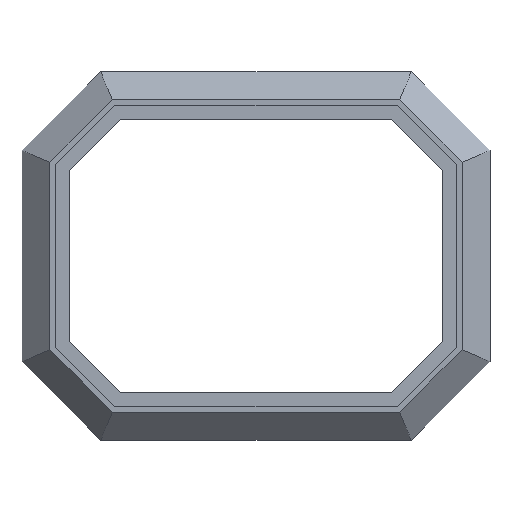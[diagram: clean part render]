
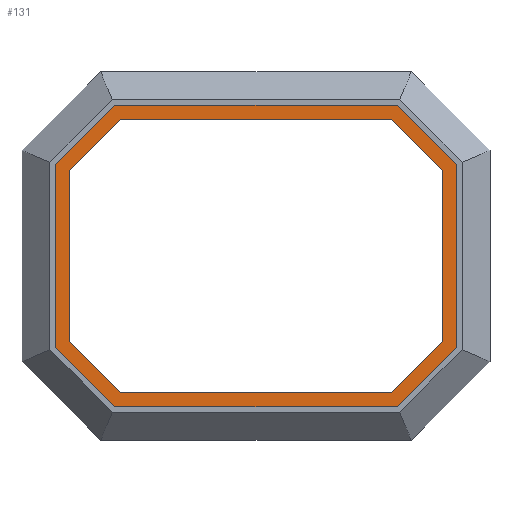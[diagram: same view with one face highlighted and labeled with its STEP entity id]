
A CAD part, top view. The second image highlights one B-rep face of the part: STEP entity #131.
In plain terms, the highlighted planar face has unit normal (0, 0, 1).
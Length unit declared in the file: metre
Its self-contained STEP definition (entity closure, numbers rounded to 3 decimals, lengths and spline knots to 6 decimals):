
#131 = ADVANCED_FACE( '', ( #294, #295 ), #296, .T. );
#294 = FACE_BOUND( '', #489, .T. );
#295 = FACE_OUTER_BOUND( '', #490, .T. );
#296 = PLANE( '', #491 );
#489 = EDGE_LOOP( '', ( #804, #805, #806, #807, #808, #809, #810, #811 ) );
#490 = EDGE_LOOP( '', ( #812, #813, #814, #815, #816, #817, #818, #819 ) );
#491 = AXIS2_PLACEMENT_3D( '', #820, #821, #822 );
#804 = ORIENTED_EDGE( '', *, *, #1265, .F. );
#805 = ORIENTED_EDGE( '', *, *, #1167, .F. );
#806 = ORIENTED_EDGE( '', *, *, #1266, .T. );
#807 = ORIENTED_EDGE( '', *, *, #1267, .T. );
#808 = ORIENTED_EDGE( '', *, *, #1268, .F. );
#809 = ORIENTED_EDGE( '', *, *, #1269, .F. );
#810 = ORIENTED_EDGE( '', *, *, #1270, .T. );
#811 = ORIENTED_EDGE( '', *, *, #1271, .T. );
#812 = ORIENTED_EDGE( '', *, *, #1258, .T. );
#813 = ORIENTED_EDGE( '', *, *, #1272, .T. );
#814 = ORIENTED_EDGE( '', *, *, #1221, .T. );
#815 = ORIENTED_EDGE( '', *, *, #1273, .F. );
#816 = ORIENTED_EDGE( '', *, *, #1274, .F. );
#817 = ORIENTED_EDGE( '', *, *, #1275, .T. );
#818 = ORIENTED_EDGE( '', *, *, #1158, .F. );
#819 = ORIENTED_EDGE( '', *, *, #1276, .F. );
#820 = CARTESIAN_POINT( '', ( 0., 0.22072, 0.056 ) );
#821 = DIRECTION( '', ( 0., 0., 1. ) );
#822 = DIRECTION( '', ( 1., 0., 0. ) );
#1158 = EDGE_CURVE( '', #1372, #1374, #1375, .T. );
#1167 = EDGE_CURVE( '', #1387, #1390, #1391, .T. );
#1221 = EDGE_CURVE( '', #1485, #1483, #1486, .T. );
#1258 = EDGE_CURVE( '', #1535, #1533, #1536, .T. );
#1265 = EDGE_CURVE( '', #1390, #1545, #1546, .T. );
#1266 = EDGE_CURVE( '', #1387, #1547, #1548, .T. );
#1267 = EDGE_CURVE( '', #1547, #1549, #1550, .T. );
#1268 = EDGE_CURVE( '', #1551, #1549, #1552, .T. );
#1269 = EDGE_CURVE( '', #1553, #1551, #1554, .T. );
#1270 = EDGE_CURVE( '', #1553, #1555, #1556, .T. );
#1271 = EDGE_CURVE( '', #1555, #1545, #1557, .T. );
#1272 = EDGE_CURVE( '', #1533, #1485, #1558, .T. );
#1273 = EDGE_CURVE( '', #1559, #1483, #1560, .T. );
#1274 = EDGE_CURVE( '', #1561, #1559, #1562, .T. );
#1275 = EDGE_CURVE( '', #1561, #1374, #1563, .T. );
#1276 = EDGE_CURVE( '', #1535, #1372, #1564, .T. );
#1372 = VERTEX_POINT( '', #1682 );
#1374 = VERTEX_POINT( '', #1685 );
#1375 = LINE( '', #1686, #1687 );
#1387 = VERTEX_POINT( '', #1704 );
#1390 = VERTEX_POINT( '', #1708 );
#1391 = LINE( '', #1709, #1710 );
#1483 = VERTEX_POINT( '', #1845 );
#1485 = VERTEX_POINT( '', #1848 );
#1486 = LINE( '', #1849, #1850 );
#1533 = VERTEX_POINT( '', #1922 );
#1535 = VERTEX_POINT( '', #1925 );
#1536 = LINE( '', #1926, #1927 );
#1545 = VERTEX_POINT( '', #1940 );
#1546 = LINE( '', #1941, #1942 );
#1547 = VERTEX_POINT( '', #1943 );
#1548 = LINE( '', #1944, #1945 );
#1549 = VERTEX_POINT( '', #1946 );
#1550 = LINE( '', #1947, #1948 );
#1551 = VERTEX_POINT( '', #1949 );
#1552 = LINE( '', #1950, #1951 );
#1553 = VERTEX_POINT( '', #1952 );
#1554 = LINE( '', #1953, #1954 );
#1555 = VERTEX_POINT( '', #1955 );
#1556 = LINE( '', #1956, #1957 );
#1557 = LINE( '', #1958, #1959 );
#1558 = LINE( '', #1960, #1961 );
#1559 = VERTEX_POINT( '', #1962 );
#1560 = LINE( '', #1963, #1964 );
#1561 = VERTEX_POINT( '', #1965 );
#1562 = LINE( '', #1966, #1967 );
#1563 = LINE( '', #1968, #1969 );
#1564 = LINE( '', #1970, #1971 );
#1682 = CARTESIAN_POINT( '', ( -0.072, 0.187875, 0.056 ) );
#1685 = CARTESIAN_POINT( '', ( -0.072, 0.253566, 0.056 ) );
#1686 = CARTESIAN_POINT( '', ( -0.072, 0.22072, 0.056 ) );
#1687 = VECTOR( '', #2140, 1. );
#1704 = CARTESIAN_POINT( '', ( 0.048674, 0.26982, 0.056 ) );
#1708 = CARTESIAN_POINT( '', ( -0.048674, 0.26982, 0.056 ) );
#1709 = CARTESIAN_POINT( '', ( -0.024337, 0.26982, 0.056 ) );
#1710 = VECTOR( '', #2147, 1. );
#1845 = CARTESIAN_POINT( '', ( 0.072, 0.253566, 0.056 ) );
#1848 = CARTESIAN_POINT( '', ( 0.072, 0.187875, 0.056 ) );
#1849 = CARTESIAN_POINT( '', ( 0.072, 0.22072, 0.056 ) );
#1850 = VECTOR( '', #2192, 1. );
#1922 = CARTESIAN_POINT( '', ( 0.050745, 0.16662, 0.056 ) );
#1925 = CARTESIAN_POINT( '', ( -0.050745, 0.16662, 0.056 ) );
#1926 = CARTESIAN_POINT( '', ( 0., 0.16662, 0.056 ) );
#1927 = VECTOR( '', #2219, 1. );
#1940 = CARTESIAN_POINT( '', ( -0.067, 0.251494, 0.056 ) );
#1941 = CARTESIAN_POINT( '', ( -0.057837, 0.260657, 0.056 ) );
#1942 = VECTOR( '', #2224, 1. );
#1943 = CARTESIAN_POINT( '', ( 0.067, 0.251494, 0.056 ) );
#1944 = CARTESIAN_POINT( '', ( 0.057837, 0.260657, 0.056 ) );
#1945 = VECTOR( '', #2225, 1. );
#1946 = CARTESIAN_POINT( '', ( 0.067, 0.189946, 0.056 ) );
#1947 = CARTESIAN_POINT( '', ( 0.067, 0.236107, 0.056 ) );
#1948 = VECTOR( '', #2226, 1. );
#1949 = CARTESIAN_POINT( '', ( 0.048674, 0.17162, 0.056 ) );
#1950 = CARTESIAN_POINT( '', ( 0.057837, 0.180783, 0.056 ) );
#1951 = VECTOR( '', #2227, 1. );
#1952 = CARTESIAN_POINT( '', ( -0.048674, 0.17162, 0.056 ) );
#1953 = CARTESIAN_POINT( '', ( 0.024337, 0.17162, 0.056 ) );
#1954 = VECTOR( '', #2228, 1. );
#1955 = CARTESIAN_POINT( '', ( -0.067, 0.189946, 0.056 ) );
#1956 = CARTESIAN_POINT( '', ( -0.057837, 0.180783, 0.056 ) );
#1957 = VECTOR( '', #2229, 1. );
#1958 = CARTESIAN_POINT( '', ( -0.067, 0.205333, 0.056 ) );
#1959 = VECTOR( '', #2230, 1. );
#1960 = CARTESIAN_POINT( '', ( 0.061373, 0.177248, 0.056 ) );
#1961 = VECTOR( '', #2231, 1. );
#1962 = CARTESIAN_POINT( '', ( 0.050745, 0.27482, 0.056 ) );
#1963 = CARTESIAN_POINT( '', ( 0.061373, 0.264193, 0.056 ) );
#1964 = VECTOR( '', #2232, 1. );
#1965 = CARTESIAN_POINT( '', ( -0.050745, 0.27482, 0.056 ) );
#1966 = CARTESIAN_POINT( '', ( 0., 0.27482, 0.056 ) );
#1967 = VECTOR( '', #2233, 1. );
#1968 = CARTESIAN_POINT( '', ( -0.061373, 0.264193, 0.056 ) );
#1969 = VECTOR( '', #2234, 1. );
#1970 = CARTESIAN_POINT( '', ( -0.061373, 0.177248, 0.056 ) );
#1971 = VECTOR( '', #2235, 1. );
#2140 = DIRECTION( '', ( 0., 1., 0. ) );
#2147 = DIRECTION( '', ( -1., 0., 0. ) );
#2192 = DIRECTION( '', ( 0., 1., 0. ) );
#2219 = DIRECTION( '', ( 1., 0., 0. ) );
#2224 = DIRECTION( '', ( -0.707, -0.707, 0. ) );
#2225 = DIRECTION( '', ( 0.707, -0.707, 0. ) );
#2226 = DIRECTION( '', ( 0., -1., 0. ) );
#2227 = DIRECTION( '', ( 0.707, 0.707, 0. ) );
#2228 = DIRECTION( '', ( 1., 0., 0. ) );
#2229 = DIRECTION( '', ( -0.707, 0.707, 0. ) );
#2230 = DIRECTION( '', ( 0., 1., 0. ) );
#2231 = DIRECTION( '', ( 0.707, 0.707, 0. ) );
#2232 = DIRECTION( '', ( 0.707, -0.707, 0. ) );
#2233 = DIRECTION( '', ( 1., 0., 0. ) );
#2234 = DIRECTION( '', ( -0.707, -0.707, 0. ) );
#2235 = DIRECTION( '', ( -0.707, 0.707, 0. ) );
